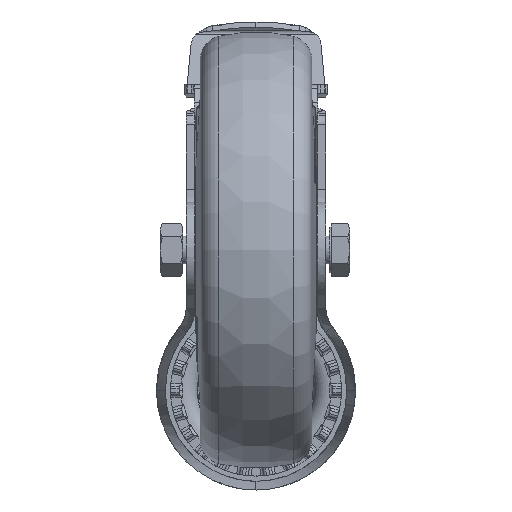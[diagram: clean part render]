
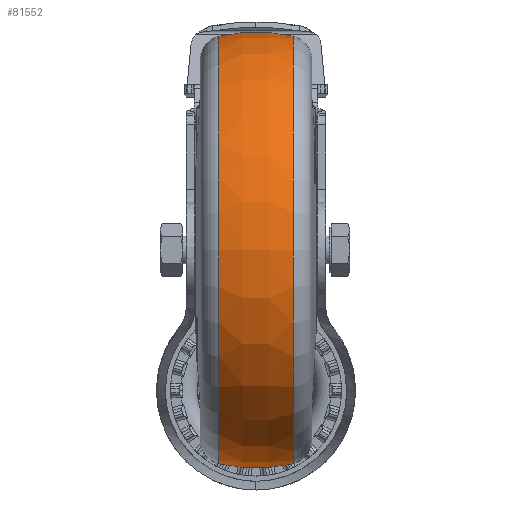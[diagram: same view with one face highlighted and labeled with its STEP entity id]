
A CAD part, front view. The second image highlights one B-rep face of the part: STEP entity #81552.
In plain terms, the highlighted toroidal (fillet/blend) face has major radius 17.5 mm and minor radius 45 mm.
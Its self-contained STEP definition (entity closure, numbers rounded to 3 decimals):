
#9786 = DIRECTION ( 'NONE',  ( 0., 0., 1. ) ) ;
#10239 = CIRCLE ( 'NONE', #63286, 61.22 ) ;
#15421 = AXIS2_PLACEMENT_3D ( 'NONE', #143563, #76852, #9786 ) ;
#15830 = CARTESIAN_POINT ( 'NONE',  ( 0., 0., 0. ) ) ;
#18243 = AXIS2_PLACEMENT_3D ( 'NONE', #90195, #23225, #101407 ) ;
#20706 = EDGE_CURVE ( 'NONE', #128717, #45486, #10239, .T. ) ;
#22129 = CIRCLE ( 'NONE', #120703, 61.22 ) ;
#23225 = DIRECTION ( 'NONE',  ( 0., -1., 0. ) ) ;
#36828 = ORIENTED_EDGE ( 'NONE', *, *, #47490, .T. ) ;
#39956 = EDGE_CURVE ( 'NONE', #144540, #128717, #63112, .T. ) ;
#45486 = VERTEX_POINT ( 'NONE', #106203 ) ;
#47490 = EDGE_CURVE ( 'NONE', #120660, #144540, #22129, .T. ) ;
#49169 = CARTESIAN_POINT ( 'NONE',  ( -10.658, 0., 0. ) ) ;
#50552 = DIRECTION ( 'NONE',  ( 1., 0., 0. ) ) ;
#54915 = CARTESIAN_POINT ( 'NONE',  ( 10.658, 0., 0. ) ) ;
#60430 = DIRECTION ( 'NONE',  ( 0., 0., -1. ) ) ;
#63112 = CIRCLE ( 'NONE', #18243, 45. ) ;
#63286 = AXIS2_PLACEMENT_3D ( 'NONE', #54915, #132909, #66172 ) ;
#64660 = ORIENTED_EDGE ( 'NONE', *, *, #39956, .T. ) ;
#66172 = DIRECTION ( 'NONE',  ( 0., 0., 1. ) ) ;
#68880 = FACE_OUTER_BOUND ( 'NONE', #116828, .T. ) ;
#70898 = ORIENTED_EDGE ( 'NONE', *, *, #74051, .F. ) ;
#74051 = EDGE_CURVE ( 'NONE', #120660, #45486, #75833, .T. ) ;
#75833 = CIRCLE ( 'NONE', #15421, 45. ) ;
#76852 = DIRECTION ( 'NONE',  ( 0., 1., 0. ) ) ;
#81552 = ADVANCED_FACE ( 'NONE', ( #68880 ), #88152, .T. ) ;
#82834 = CARTESIAN_POINT ( 'NONE',  ( -10.658, 0., -61.22 ) ) ;
#88152 = TOROIDAL_SURFACE ( 'NONE', #115359, 17.5, 45. ) ;
#90195 = CARTESIAN_POINT ( 'NONE',  ( 0., 0., -17.5 ) ) ;
#99543 = CARTESIAN_POINT ( 'NONE',  ( 10.658, 0., -61.22 ) ) ;
#101407 = DIRECTION ( 'NONE',  ( 1., 0., 0. ) ) ;
#103582 = CARTESIAN_POINT ( 'NONE',  ( -10.658, 0., 61.22 ) ) ;
#106203 = CARTESIAN_POINT ( 'NONE',  ( 10.658, 0., 61.22 ) ) ;
#115359 = AXIS2_PLACEMENT_3D ( 'NONE', #15830, #50552, #128550 ) ;
#116828 = EDGE_LOOP ( 'NONE', ( #70898, #36828, #64660, #129212 ) ) ;
#120660 = VERTEX_POINT ( 'NONE', #103582 ) ;
#120703 = AXIS2_PLACEMENT_3D ( 'NONE', #49169, #127175, #60430 ) ;
#127175 = DIRECTION ( 'NONE',  ( 1., 0., 0. ) ) ;
#128550 = DIRECTION ( 'NONE',  ( 0., 0., -1. ) ) ;
#128717 = VERTEX_POINT ( 'NONE', #99543 ) ;
#129212 = ORIENTED_EDGE ( 'NONE', *, *, #20706, .T. ) ;
#132909 = DIRECTION ( 'NONE',  ( -1., 0., 0. ) ) ;
#143563 = CARTESIAN_POINT ( 'NONE',  ( 0., 0., 17.5 ) ) ;
#144540 = VERTEX_POINT ( 'NONE', #82834 ) ;
